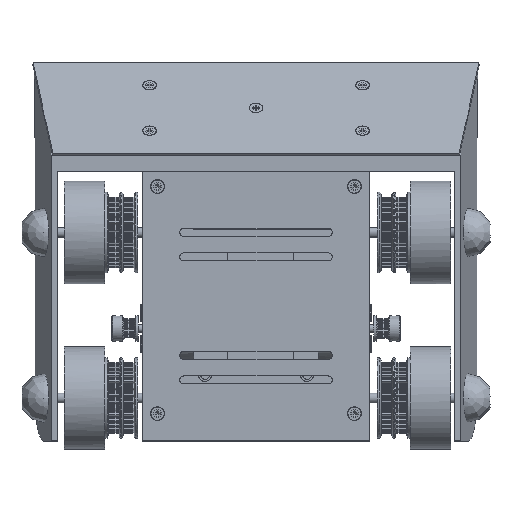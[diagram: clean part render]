
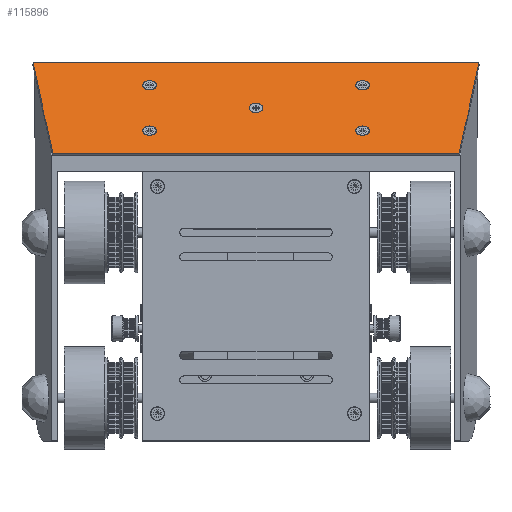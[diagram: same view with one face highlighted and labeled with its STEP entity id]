
A CAD part, top view. The second image highlights one B-rep face of the part: STEP entity #115896.
In plain terms, the highlighted free-form (B-spline) face has degree [1, 1] with [2, 2] control points.
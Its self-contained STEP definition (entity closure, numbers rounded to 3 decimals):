
#115518 = VERTEX_POINT('',#115519);
#115519 = CARTESIAN_POINT('',(-0.187,173.525,
    32.432));
#115537 = EDGE_CURVE('',#115518,#115518,#115538,.T.);
#115538 = ( BOUNDED_CURVE() B_SPLINE_CURVE(2,(#115539,#115540,#115541,
    #115542,#115543,#115544,#115545),.UNSPECIFIED.,.T.,.F.) 
B_SPLINE_CURVE_WITH_KNOTS((3,2,2,3),(3.142,5.236,
7.33,9.425),.PIECEWISE_BEZIER_KNOTS.) CURVE() 
GEOMETRIC_REPRESENTATION_ITEM() RATIONAL_B_SPLINE_CURVE((1.,0.5,1.,0.5,
1.,0.5,1.)) REPRESENTATION_ITEM('') );
#115539 = CARTESIAN_POINT('',(-0.187,173.525,
    32.432));
#115540 = CARTESIAN_POINT('',(6.247,173.525,
    32.432));
#115541 = CARTESIAN_POINT('',(3.03,169.736,
    36.516));
#115542 = CARTESIAN_POINT('',(-0.187,165.946,
    40.6));
#115543 = CARTESIAN_POINT('',(-3.403,169.736,
    36.516));
#115544 = CARTESIAN_POINT('',(-6.62,173.525,
    32.432));
#115545 = CARTESIAN_POINT('',(-0.187,173.525,
    32.432));
#115570 = VERTEX_POINT('',#115571);
#115571 = CARTESIAN_POINT('',(120.022,199.207,
    4.752));
#115589 = EDGE_CURVE('',#115570,#115570,#115590,.T.);
#115590 = ( BOUNDED_CURVE() B_SPLINE_CURVE(2,(#115591,#115592,#115593,
    #115594,#115595,#115596,#115597),.UNSPECIFIED.,.T.,.F.) 
B_SPLINE_CURVE_WITH_KNOTS((3,2,2,3),(3.142,5.236,
7.33,9.425),.PIECEWISE_BEZIER_KNOTS.) CURVE() 
GEOMETRIC_REPRESENTATION_ITEM() RATIONAL_B_SPLINE_CURVE((1.,0.5,1.,0.5,
1.,0.5,1.)) REPRESENTATION_ITEM('') );
#115591 = CARTESIAN_POINT('',(120.022,199.207,
    4.752));
#115592 = CARTESIAN_POINT('',(126.456,199.207,
    4.752));
#115593 = CARTESIAN_POINT('',(123.239,195.418,
    8.836));
#115594 = CARTESIAN_POINT('',(120.022,191.628,
    12.92));
#115595 = CARTESIAN_POINT('',(116.806,195.418,
    8.836));
#115596 = CARTESIAN_POINT('',(113.589,199.207,
    4.752));
#115597 = CARTESIAN_POINT('',(120.022,199.207,
    4.752));
#115622 = VERTEX_POINT('',#115623);
#115623 = CARTESIAN_POINT('',(120.022,173.525,
    32.432));
#115641 = EDGE_CURVE('',#115622,#115622,#115642,.T.);
#115642 = ( BOUNDED_CURVE() B_SPLINE_CURVE(2,(#115643,#115644,#115645,
    #115646,#115647,#115648,#115649),.UNSPECIFIED.,.T.,.F.) 
B_SPLINE_CURVE_WITH_KNOTS((3,2,2,3),(3.142,5.236,
7.33,9.425),.PIECEWISE_BEZIER_KNOTS.) CURVE() 
GEOMETRIC_REPRESENTATION_ITEM() RATIONAL_B_SPLINE_CURVE((1.,0.5,1.,0.5,
1.,0.5,1.)) REPRESENTATION_ITEM('') );
#115643 = CARTESIAN_POINT('',(120.022,173.525,
    32.432));
#115644 = CARTESIAN_POINT('',(126.456,173.525,
    32.432));
#115645 = CARTESIAN_POINT('',(123.239,169.736,
    36.516));
#115646 = CARTESIAN_POINT('',(120.022,165.946,
    40.6));
#115647 = CARTESIAN_POINT('',(116.806,169.736,
    36.516));
#115648 = CARTESIAN_POINT('',(113.589,173.525,
    32.432));
#115649 = CARTESIAN_POINT('',(120.022,173.525,
    32.432));
#115674 = VERTEX_POINT('',#115675);
#115675 = CARTESIAN_POINT('',(59.918,186.366,
    18.592));
#115693 = EDGE_CURVE('',#115674,#115674,#115694,.T.);
#115694 = ( BOUNDED_CURVE() B_SPLINE_CURVE(2,(#115695,#115696,#115697,
    #115698,#115699,#115700,#115701),.UNSPECIFIED.,.T.,.F.) 
B_SPLINE_CURVE_WITH_KNOTS((3,2,2,3),(3.142,5.236,
7.33,9.425),.PIECEWISE_BEZIER_KNOTS.) CURVE() 
GEOMETRIC_REPRESENTATION_ITEM() RATIONAL_B_SPLINE_CURVE((1.,0.5,1.,0.5,
1.,0.5,1.)) REPRESENTATION_ITEM('') );
#115695 = CARTESIAN_POINT('',(59.918,186.366,
    18.592));
#115696 = CARTESIAN_POINT('',(66.351,186.366,
    18.592));
#115697 = CARTESIAN_POINT('',(63.135,182.577,
    22.676));
#115698 = CARTESIAN_POINT('',(59.918,178.787,
    26.76));
#115699 = CARTESIAN_POINT('',(56.701,182.577,
    22.676));
#115700 = CARTESIAN_POINT('',(53.485,186.366,
    18.592));
#115701 = CARTESIAN_POINT('',(59.918,186.366,
    18.592));
#115726 = VERTEX_POINT('',#115727);
#115727 = CARTESIAN_POINT('',(-0.187,199.207,
    4.752));
#115745 = EDGE_CURVE('',#115726,#115726,#115746,.T.);
#115746 = ( BOUNDED_CURVE() B_SPLINE_CURVE(2,(#115747,#115748,#115749,
    #115750,#115751,#115752,#115753),.UNSPECIFIED.,.T.,.F.) 
B_SPLINE_CURVE_WITH_KNOTS((3,2,2,3),(3.142,5.236,
7.33,9.425),.PIECEWISE_BEZIER_KNOTS.) CURVE() 
GEOMETRIC_REPRESENTATION_ITEM() RATIONAL_B_SPLINE_CURVE((1.,0.5,1.,0.5,
1.,0.5,1.)) REPRESENTATION_ITEM('') );
#115747 = CARTESIAN_POINT('',(-0.187,199.207,
    4.752));
#115748 = CARTESIAN_POINT('',(6.247,199.207,
    4.752));
#115749 = CARTESIAN_POINT('',(3.03,195.418,8.836
    ));
#115750 = CARTESIAN_POINT('',(-0.187,191.628,
    12.92));
#115751 = CARTESIAN_POINT('',(-3.403,195.418,
    8.836));
#115752 = CARTESIAN_POINT('',(-6.62,199.207,
    4.752));
#115753 = CARTESIAN_POINT('',(-0.187,199.207,
    4.752));
#115780 = VERTEX_POINT('',#115781);
#115781 = CARTESIAN_POINT('',(-65.942,209.522,
    -6.366));
#115794 = VERTEX_POINT('',#115795);
#115795 = CARTESIAN_POINT('',(-54.64,158.158,
    48.995));
#115800 = EDGE_CURVE('',#115780,#115794,#115801,.T.);
#115801 = B_SPLINE_CURVE_WITH_KNOTS('',1,(#115802,#115803),
  .UNSPECIFIED.,.F.,.F.,(2,2),(-42.751,10.773),
  .PIECEWISE_BEZIER_KNOTS.);
#115802 = CARTESIAN_POINT('',(-65.942,209.522,
    -6.366));
#115803 = CARTESIAN_POINT('',(-54.64,158.158,
    48.995));
#115814 = VERTEX_POINT('',#115815);
#115815 = CARTESIAN_POINT('',(185.778,209.522,
    -6.366));
#115828 = EDGE_CURVE('',#115814,#115780,#115829,.T.);
#115829 = B_SPLINE_CURVE_WITH_KNOTS('',1,(#115830,#115831),
  .UNSPECIFIED.,.F.,.F.,(2,2),(-133.212,43.232),
  .PIECEWISE_BEZIER_KNOTS.);
#115830 = CARTESIAN_POINT('',(185.778,209.522,
    -6.366));
#115831 = CARTESIAN_POINT('',(-65.942,209.522,
    -6.366));
#115879 = VERTEX_POINT('',#115880);
#115880 = CARTESIAN_POINT('',(174.476,158.158,
    48.995));
#115885 = EDGE_CURVE('',#115879,#115794,#115886,.T.);
#115886 = B_SPLINE_CURVE_WITH_KNOTS('',1,(#115887,#115888),
  .UNSPECIFIED.,.F.,.F.,(2,2),(-125.289,35.309),
  .PIECEWISE_BEZIER_KNOTS.);
#115887 = CARTESIAN_POINT('',(174.476,158.158,
    48.995));
#115888 = CARTESIAN_POINT('',(-54.64,158.158,
    48.995));
#115896 = ADVANCED_FACE('',(#115897,#115907,#115910,#115913,#115916,
    #115919),#115922,.T.);
#115897 = FACE_BOUND('',#115898,.T.);
#115898 = EDGE_LOOP('',(#115899,#115904,#115905,#115906));
#115899 = ORIENTED_EDGE('',*,*,#115900,.T.);
#115900 = EDGE_CURVE('',#115879,#115814,#115901,.T.);
#115901 = B_SPLINE_CURVE_WITH_KNOTS('',1,(#115902,#115903),
  .UNSPECIFIED.,.F.,.F.,(2,2),(-30.289,23.235),
  .PIECEWISE_BEZIER_KNOTS.);
#115902 = CARTESIAN_POINT('',(174.476,158.158,
    48.995));
#115903 = CARTESIAN_POINT('',(185.778,209.522,
    -6.366));
#115904 = ORIENTED_EDGE('',*,*,#115828,.T.);
#115905 = ORIENTED_EDGE('',*,*,#115800,.T.);
#115906 = ORIENTED_EDGE('',*,*,#115885,.F.);
#115907 = FACE_BOUND('',#115908,.T.);
#115908 = EDGE_LOOP('',(#115909));
#115909 = ORIENTED_EDGE('',*,*,#115537,.T.);
#115910 = FACE_BOUND('',#115911,.T.);
#115911 = EDGE_LOOP('',(#115912));
#115912 = ORIENTED_EDGE('',*,*,#115589,.T.);
#115913 = FACE_BOUND('',#115914,.T.);
#115914 = EDGE_LOOP('',(#115915));
#115915 = ORIENTED_EDGE('',*,*,#115641,.T.);
#115916 = FACE_BOUND('',#115917,.T.);
#115917 = EDGE_LOOP('',(#115918));
#115918 = ORIENTED_EDGE('',*,*,#115693,.T.);
#115919 = FACE_BOUND('',#115920,.T.);
#115920 = EDGE_LOOP('',(#115921));
#115921 = ORIENTED_EDGE('',*,*,#115745,.T.);
#115922 = B_SPLINE_SURFACE_WITH_KNOTS('',1,1,(
    (#115923,#115924)
    ,(#115925,#115926
    )),.UNSPECIFIED.,.F.,.F.,.F.,(2,2),(2,2),(0.,
    52.934),(-43.232,133.212),
  .PIECEWISE_BEZIER_KNOTS.);
#115923 = CARTESIAN_POINT('',(-65.942,209.522,
    -6.366));
#115924 = CARTESIAN_POINT('',(185.778,209.522,
    -6.366));
#115925 = CARTESIAN_POINT('',(-65.942,158.158,
    48.995));
#115926 = CARTESIAN_POINT('',(185.778,158.158,
    48.995));
